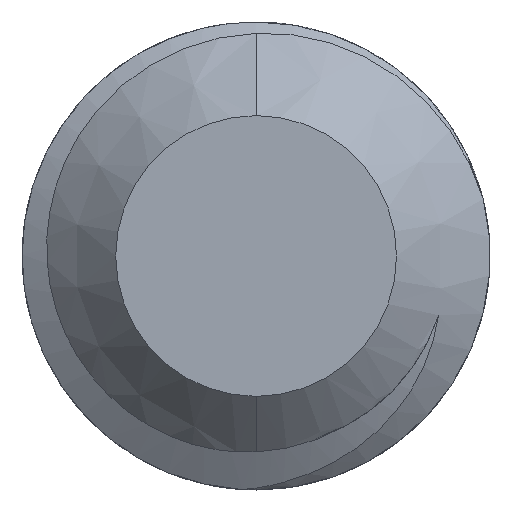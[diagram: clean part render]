
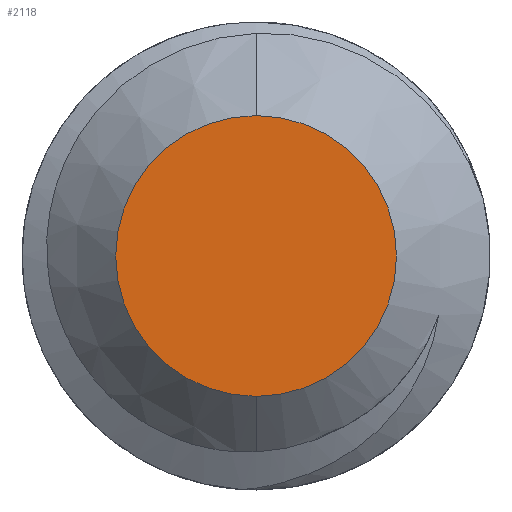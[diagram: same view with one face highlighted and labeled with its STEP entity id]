
A CAD part, left-side view. The second image highlights one B-rep face of the part: STEP entity #2118.
In plain terms, the highlighted planar face has unit normal (-1, 0, 0).
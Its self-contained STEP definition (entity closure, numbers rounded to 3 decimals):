
#114 = VERTEX_POINT ( 'NONE', #693 ) ;
#133 = DIRECTION ( 'NONE',  ( -1., 0., 0. ) ) ;
#330 = CIRCLE ( 'NONE', #2190, 0.75 ) ;
#403 = ORIENTED_EDGE ( 'NONE', *, *, #1455, .T. ) ;
#430 = PLANE ( 'NONE',  #1035 ) ;
#449 = ORIENTED_EDGE ( 'NONE', *, *, #802, .T. ) ;
#519 = CIRCLE ( 'NONE', #1821, 0.75 ) ;
#693 = CARTESIAN_POINT ( 'NONE',  ( 0., 0., 0.75 ) ) ;
#728 = EDGE_LOOP ( 'NONE', ( #403, #449 ) ) ;
#792 = FACE_OUTER_BOUND ( 'NONE', #728, .T. ) ;
#802 = EDGE_CURVE ( 'NONE', #114, #848, #519, .T. ) ;
#848 = VERTEX_POINT ( 'NONE', #1328 ) ;
#1035 = AXIS2_PLACEMENT_3D ( 'NONE', #1522, #1861, #1336 ) ;
#1328 = CARTESIAN_POINT ( 'NONE',  ( 0., 0., -0.75 ) ) ;
#1336 = DIRECTION ( 'NONE',  ( 0., 0., -1. ) ) ;
#1455 = EDGE_CURVE ( 'NONE', #848, #114, #330, .T. ) ;
#1522 = CARTESIAN_POINT ( 'NONE',  ( 0., 0., 0. ) ) ;
#1598 = DIRECTION ( 'NONE',  ( 0., 0., 1. ) ) ;
#1707 = DIRECTION ( 'NONE',  ( -1., 0., 0. ) ) ;
#1821 = AXIS2_PLACEMENT_3D ( 'NONE', #2228, #1707, #2046 ) ;
#1861 = DIRECTION ( 'NONE',  ( 1., 0., 0. ) ) ;
#2046 = DIRECTION ( 'NONE',  ( 0., 0., 1. ) ) ;
#2079 = CARTESIAN_POINT ( 'NONE',  ( 0., 0., 0. ) ) ;
#2118 = ADVANCED_FACE ( 'NONE', ( #792 ), #430, .F. ) ;
#2190 = AXIS2_PLACEMENT_3D ( 'NONE', #2079, #133, #1598 ) ;
#2228 = CARTESIAN_POINT ( 'NONE',  ( 0., 0., 0. ) ) ;
